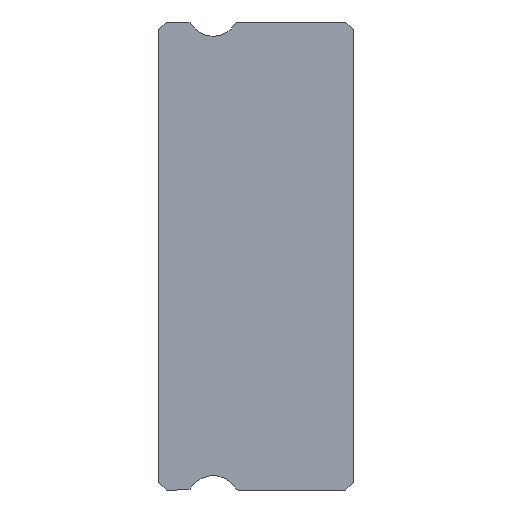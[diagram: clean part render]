
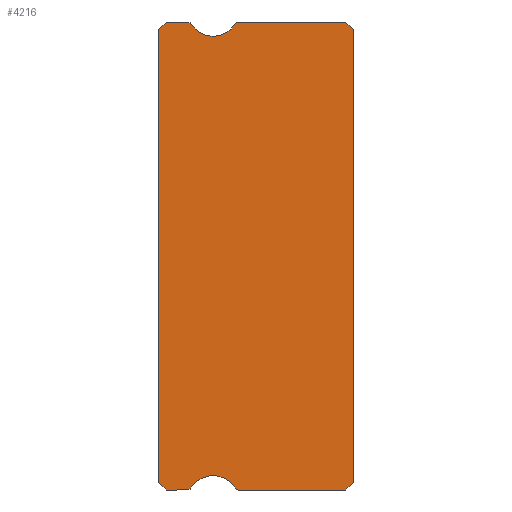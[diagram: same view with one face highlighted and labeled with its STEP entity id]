
A CAD part, left-side view. The second image highlights one B-rep face of the part: STEP entity #4216.
In plain terms, the highlighted planar face has unit normal (-1, 0, 0).
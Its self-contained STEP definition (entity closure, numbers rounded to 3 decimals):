
#69 = AXIS2_PLACEMENT_3D ( 'NONE', #2056, #4058, #1396 ) ;
#85 = DIRECTION ( 'NONE',  ( 0., 0., -1. ) ) ;
#94 = CARTESIAN_POINT ( 'NONE',  ( -15., 6.381, 8.85 ) ) ;
#98 = CARTESIAN_POINT ( 'NONE',  ( -15., 5.4, 9.45 ) ) ;
#128 = EDGE_CURVE ( 'NONE', #2694, #4817, #2101, .T. ) ;
#181 = LINE ( 'NONE', #291, #4476 ) ;
#216 = VERTEX_POINT ( 'NONE', #2530 ) ;
#239 = CARTESIAN_POINT ( 'NONE',  ( -15., 6.381, 9. ) ) ;
#256 = EDGE_CURVE ( 'NONE', #4647, #2735, #3107, .T. ) ;
#291 = CARTESIAN_POINT ( 'NONE',  ( -15., 0., -8.7 ) ) ;
#311 = CARTESIAN_POINT ( 'NONE',  ( -15., 5.4, 9.45 ) ) ;
#356 = EDGE_CURVE ( 'NONE', #2219, #1527, #2004, .T. ) ;
#390 = DIRECTION ( 'NONE',  ( 0., 0., 1. ) ) ;
#416 = VERTEX_POINT ( 'NONE', #3947 ) ;
#441 = DIRECTION ( 'NONE',  ( 1., 0., 0. ) ) ;
#452 = VERTEX_POINT ( 'NONE', #1790 ) ;
#488 = DIRECTION ( 'NONE',  ( 1., 0., 0. ) ) ;
#560 = CARTESIAN_POINT ( 'NONE',  ( -15., 7.2, 9. ) ) ;
#618 = VECTOR ( 'NONE', #4095, 1000. ) ;
#642 = ORIENTED_EDGE ( 'NONE', *, *, #2164, .T. ) ;
#661 = ORIENTED_EDGE ( 'NONE', *, *, #256, .F. ) ;
#682 = CARTESIAN_POINT ( 'NONE',  ( -15., 7.5, 8.85 ) ) ;
#710 = LINE ( 'NONE', #560, #1415 ) ;
#732 = ORIENTED_EDGE ( 'NONE', *, *, #128, .T. ) ;
#760 = ORIENTED_EDGE ( 'NONE', *, *, #4425, .F. ) ;
#820 = DIRECTION ( 'NONE',  ( -1., 0., 0. ) ) ;
#848 = AXIS2_PLACEMENT_3D ( 'NONE', #1473, #488, #4674 ) ;
#852 = CARTESIAN_POINT ( 'NONE',  ( -15., 7.2, -9. ) ) ;
#863 = EDGE_CURVE ( 'NONE', #1268, #1991, #181, .T. ) ;
#887 = VERTEX_POINT ( 'NONE', #1321 ) ;
#890 = VECTOR ( 'NONE', #1563, 1000. ) ;
#894 = ORIENTED_EDGE ( 'NONE', *, *, #4614, .F. ) ;
#931 = CIRCLE ( 'NONE', #69, 0.15 ) ;
#961 = DIRECTION ( 'NONE',  ( 0., 0., -1. ) ) ;
#1081 = VERTEX_POINT ( 'NONE', #1868 ) ;
#1192 = CARTESIAN_POINT ( 'NONE',  ( -15., 6.381, -8.85 ) ) ;
#1230 = PLANE ( 'NONE',  #2640 ) ;
#1268 = VERTEX_POINT ( 'NONE', #4117 ) ;
#1291 = CARTESIAN_POINT ( 'NONE',  ( -15., 7.2, 9. ) ) ;
#1321 = CARTESIAN_POINT ( 'NONE',  ( -15., 4.547, 8.928 ) ) ;
#1338 = DIRECTION ( 'NONE',  ( 1., 0., 0. ) ) ;
#1396 = DIRECTION ( 'NONE',  ( 0., 0., -1. ) ) ;
#1415 = VECTOR ( 'NONE', #1628, 1000. ) ;
#1473 = CARTESIAN_POINT ( 'NONE',  ( -15., 4.419, 8.85 ) ) ;
#1526 = EDGE_LOOP ( 'NONE', ( #4274, #4062, #642, #3181, #894, #3211, #760, #3477, #2473, #661, #2593, #3850, #4778, #2315, #4271, #3326, #732 ) ) ;
#1527 = VERTEX_POINT ( 'NONE', #2360 ) ;
#1563 = DIRECTION ( 'NONE',  ( 0., -0.707, -0.707 ) ) ;
#1602 = DIRECTION ( 'NONE',  ( -1., 0., 0. ) ) ;
#1628 = DIRECTION ( 'NONE',  ( 0., 1., 0. ) ) ;
#1638 = CARTESIAN_POINT ( 'NONE',  ( -15., 7.2, -9. ) ) ;
#1649 = CIRCLE ( 'NONE', #2502, 1. ) ;
#1659 = CIRCLE ( 'NONE', #1742, 1. ) ;
#1676 = DIRECTION ( 'NONE',  ( 0., 0., -1. ) ) ;
#1717 = EDGE_CURVE ( 'NONE', #2011, #1081, #2608, .T. ) ;
#1742 = AXIS2_PLACEMENT_3D ( 'NONE', #98, #1602, #1676 ) ;
#1761 = CARTESIAN_POINT ( 'NONE',  ( -15., 6.381, 9. ) ) ;
#1790 = CARTESIAN_POINT ( 'NONE',  ( -15., 4.419, 9. ) ) ;
#1823 = DIRECTION ( 'NONE',  ( -1., 0., 0. ) ) ;
#1868 = CARTESIAN_POINT ( 'NONE',  ( -15., 6.253, 8.928 ) ) ;
#1922 = LINE ( 'NONE', #2951, #3991 ) ;
#1957 = VECTOR ( 'NONE', #3229, 1000. ) ;
#1991 = VERTEX_POINT ( 'NONE', #4294 ) ;
#2004 = CIRCLE ( 'NONE', #3858, 0.15 ) ;
#2011 = VERTEX_POINT ( 'NONE', #239 ) ;
#2056 = CARTESIAN_POINT ( 'NONE',  ( -15., 4.419, -8.85 ) ) ;
#2101 = LINE ( 'NONE', #3993, #4338 ) ;
#2164 = EDGE_CURVE ( 'NONE', #2292, #1527, #1922, .T. ) ;
#2190 = CIRCLE ( 'NONE', #2493, 1. ) ;
#2198 = VECTOR ( 'NONE', #390, 1000. ) ;
#2219 = VERTEX_POINT ( 'NONE', #4056 ) ;
#2292 = VERTEX_POINT ( 'NONE', #852 ) ;
#2315 = ORIENTED_EDGE ( 'NONE', *, *, #2483, .F. ) ;
#2344 = DIRECTION ( 'NONE',  ( 1., 0., 0. ) ) ;
#2359 = CARTESIAN_POINT ( 'NONE',  ( -15., 4.419, -9. ) ) ;
#2360 = CARTESIAN_POINT ( 'NONE',  ( -15., 6.381, -9. ) ) ;
#2473 = ORIENTED_EDGE ( 'NONE', *, *, #3118, .T. ) ;
#2483 = EDGE_CURVE ( 'NONE', #1081, #416, #2190, .T. ) ;
#2493 = AXIS2_PLACEMENT_3D ( 'NONE', #311, #1823, #3297 ) ;
#2502 = AXIS2_PLACEMENT_3D ( 'NONE', #3773, #820, #3818 ) ;
#2520 = EDGE_CURVE ( 'NONE', #2565, #2292, #3467, .T. ) ;
#2530 = CARTESIAN_POINT ( 'NONE',  ( -15., 4.547, -8.928 ) ) ;
#2565 = VERTEX_POINT ( 'NONE', #2700 ) ;
#2593 = ORIENTED_EDGE ( 'NONE', *, *, #2971, .F. ) ;
#2608 = CIRCLE ( 'NONE', #4086, 0.15 ) ;
#2622 = LINE ( 'NONE', #4106, #2198 ) ;
#2633 = DIRECTION ( 'NONE',  ( 0., 0., 1. ) ) ;
#2634 = EDGE_CURVE ( 'NONE', #2011, #2694, #710, .T. ) ;
#2640 = AXIS2_PLACEMENT_3D ( 'NONE', #94, #2344, #3878 ) ;
#2694 = VERTEX_POINT ( 'NONE', #1291 ) ;
#2700 = CARTESIAN_POINT ( 'NONE',  ( -15., 7.5, -8.7 ) ) ;
#2735 = VERTEX_POINT ( 'NONE', #3303 ) ;
#2930 = EDGE_CURVE ( 'NONE', #887, #452, #3664, .T. ) ;
#2944 = EDGE_CURVE ( 'NONE', #4585, #216, #931, .T. ) ;
#2951 = CARTESIAN_POINT ( 'NONE',  ( -15., 6.381, -9. ) ) ;
#2971 = EDGE_CURVE ( 'NONE', #452, #4647, #4342, .T. ) ;
#3107 = LINE ( 'NONE', #4235, #890 ) ;
#3118 = EDGE_CURVE ( 'NONE', #1268, #2735, #2622, .T. ) ;
#3122 = FACE_OUTER_BOUND ( 'NONE', #1526, .T. ) ;
#3181 = ORIENTED_EDGE ( 'NONE', *, *, #356, .F. ) ;
#3211 = ORIENTED_EDGE ( 'NONE', *, *, #2944, .F. ) ;
#3229 = DIRECTION ( 'NONE',  ( 0., -1., 0. ) ) ;
#3297 = DIRECTION ( 'NONE',  ( 0., 0., -1. ) ) ;
#3303 = CARTESIAN_POINT ( 'NONE',  ( -15., 0., 8.7 ) ) ;
#3326 = ORIENTED_EDGE ( 'NONE', *, *, #2634, .T. ) ;
#3327 = LINE ( 'NONE', #682, #3986 ) ;
#3467 = LINE ( 'NONE', #1638, #4675 ) ;
#3477 = ORIENTED_EDGE ( 'NONE', *, *, #863, .F. ) ;
#3664 = CIRCLE ( 'NONE', #848, 0.15 ) ;
#3752 = CARTESIAN_POINT ( 'NONE',  ( -15., 6.381, -9. ) ) ;
#3768 = EDGE_CURVE ( 'NONE', #416, #887, #1659, .T. ) ;
#3773 = CARTESIAN_POINT ( 'NONE',  ( -15., 5.4, -9.45 ) ) ;
#3818 = DIRECTION ( 'NONE',  ( 0., 0., -1. ) ) ;
#3850 = ORIENTED_EDGE ( 'NONE', *, *, #2930, .F. ) ;
#3858 = AXIS2_PLACEMENT_3D ( 'NONE', #1192, #441, #85 ) ;
#3878 = DIRECTION ( 'NONE',  ( 0., 0., -1. ) ) ;
#3895 = CARTESIAN_POINT ( 'NONE',  ( -15., 7.5, 8.7 ) ) ;
#3947 = CARTESIAN_POINT ( 'NONE',  ( -15., 5.4, 8.45 ) ) ;
#3986 = VECTOR ( 'NONE', #2633, 1000. ) ;
#3991 = VECTOR ( 'NONE', #4819, 1000. ) ;
#3993 = CARTESIAN_POINT ( 'NONE',  ( -15., 7.5, 8.7 ) ) ;
#4056 = CARTESIAN_POINT ( 'NONE',  ( -15., 6.253, -8.928 ) ) ;
#4058 = DIRECTION ( 'NONE',  ( 1., 0., 0. ) ) ;
#4062 = ORIENTED_EDGE ( 'NONE', *, *, #2520, .T. ) ;
#4066 = EDGE_CURVE ( 'NONE', #2565, #4817, #3327, .T. ) ;
#4086 = AXIS2_PLACEMENT_3D ( 'NONE', #4310, #1338, #961 ) ;
#4095 = DIRECTION ( 'NONE',  ( 0., 1., 0. ) ) ;
#4106 = CARTESIAN_POINT ( 'NONE',  ( -15., 0., 8.7 ) ) ;
#4117 = CARTESIAN_POINT ( 'NONE',  ( -15., 0., -8.7 ) ) ;
#4165 = DIRECTION ( 'NONE',  ( 0., -0.707, -0.707 ) ) ;
#4211 = CARTESIAN_POINT ( 'NONE',  ( -15., 0.3, 9. ) ) ;
#4216 = ADVANCED_FACE ( 'NONE', ( #3122 ), #1230, .F. ) ;
#4235 = CARTESIAN_POINT ( 'NONE',  ( -15., 0.3, 9. ) ) ;
#4271 = ORIENTED_EDGE ( 'NONE', *, *, #1717, .F. ) ;
#4274 = ORIENTED_EDGE ( 'NONE', *, *, #4066, .F. ) ;
#4282 = DIRECTION ( 'NONE',  ( 0., 0.707, -0.707 ) ) ;
#4294 = CARTESIAN_POINT ( 'NONE',  ( -15., 0.3, -9. ) ) ;
#4310 = CARTESIAN_POINT ( 'NONE',  ( -15., 6.381, 8.85 ) ) ;
#4338 = VECTOR ( 'NONE', #4654, 1000. ) ;
#4342 = LINE ( 'NONE', #1761, #1957 ) ;
#4392 = LINE ( 'NONE', #3752, #618 ) ;
#4425 = EDGE_CURVE ( 'NONE', #1991, #4585, #4392, .T. ) ;
#4476 = VECTOR ( 'NONE', #4282, 1000. ) ;
#4585 = VERTEX_POINT ( 'NONE', #2359 ) ;
#4614 = EDGE_CURVE ( 'NONE', #216, #2219, #1649, .T. ) ;
#4647 = VERTEX_POINT ( 'NONE', #4211 ) ;
#4654 = DIRECTION ( 'NONE',  ( 0., 0.707, -0.707 ) ) ;
#4674 = DIRECTION ( 'NONE',  ( 0., 0., -1. ) ) ;
#4675 = VECTOR ( 'NONE', #4165, 1000. ) ;
#4778 = ORIENTED_EDGE ( 'NONE', *, *, #3768, .F. ) ;
#4817 = VERTEX_POINT ( 'NONE', #3895 ) ;
#4819 = DIRECTION ( 'NONE',  ( 0., -1., 0. ) ) ;
